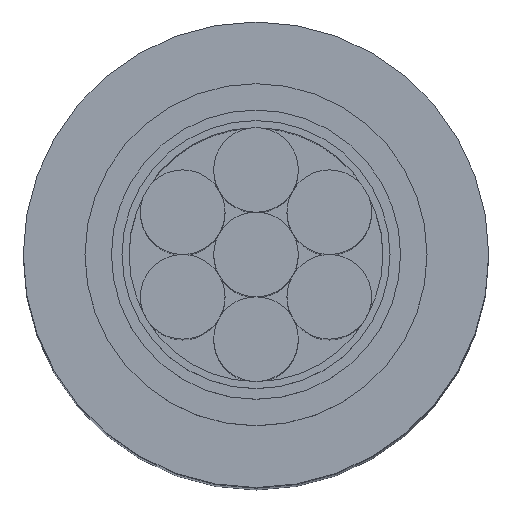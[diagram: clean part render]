
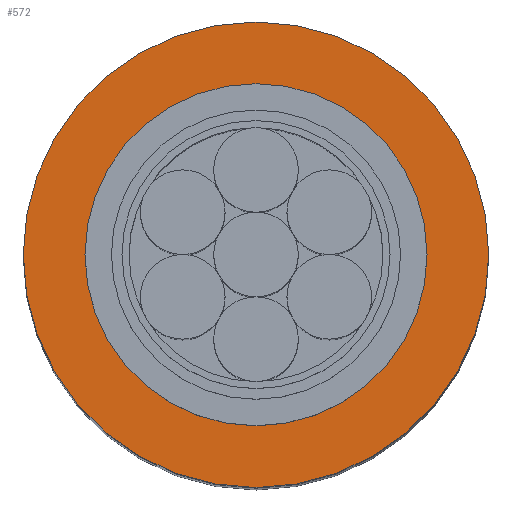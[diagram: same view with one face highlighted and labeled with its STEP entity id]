
A CAD part, top view. The second image highlights one B-rep face of the part: STEP entity #572.
In plain terms, the highlighted planar face has unit normal (0, 0, 1).
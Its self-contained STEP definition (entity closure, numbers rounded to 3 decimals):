
#11 = DIRECTION ( 'NONE',  ( 0., 0., 1. ) ) ;
#36 = DIRECTION ( 'NONE',  ( 1., 0., 0. ) ) ;
#48 = AXIS2_PLACEMENT_3D ( 'NONE', #232, #615, #138 ) ;
#52 = EDGE_CURVE ( 'NONE', #712, #352, #334, .T. ) ;
#68 = CARTESIAN_POINT ( 'NONE',  ( 0., 0., 5. ) ) ;
#110 = CARTESIAN_POINT ( 'NONE',  ( -2.425, 0., 5. ) ) ;
#138 = DIRECTION ( 'NONE',  ( 1., 0., 0. ) ) ;
#155 = FACE_BOUND ( 'NONE', #630, .T. ) ;
#206 = EDGE_LOOP ( 'NONE', ( #368, #988 ) ) ;
#232 = CARTESIAN_POINT ( 'NONE',  ( 0., 0., 5. ) ) ;
#241 = CARTESIAN_POINT ( 'NONE',  ( 2.425, 0., 5. ) ) ;
#334 = CIRCLE ( 'NONE', #1007, 3.3 ) ;
#352 = VERTEX_POINT ( 'NONE', #1047 ) ;
#354 = VERTEX_POINT ( 'NONE', #110 ) ;
#368 = ORIENTED_EDGE ( 'NONE', *, *, #52, .T. ) ;
#397 = DIRECTION ( 'NONE',  ( 1., 0., 0. ) ) ;
#419 = AXIS2_PLACEMENT_3D ( 'NONE', #503, #11, #757 ) ;
#441 = DIRECTION ( 'NONE',  ( 0., 0., 1. ) ) ;
#456 = CIRCLE ( 'NONE', #419, 2.425 ) ;
#493 = CARTESIAN_POINT ( 'NONE',  ( 0., 0., 5. ) ) ;
#496 = CIRCLE ( 'NONE', #48, 3.3 ) ;
#503 = CARTESIAN_POINT ( 'NONE',  ( 0., 0., 5. ) ) ;
#535 = FACE_OUTER_BOUND ( 'NONE', #206, .T. ) ;
#558 = VERTEX_POINT ( 'NONE', #241 ) ;
#572 = ADVANCED_FACE ( 'NONE', ( #155, #535 ), #903, .T. ) ;
#584 = DIRECTION ( 'NONE',  ( 0., 0., 1. ) ) ;
#615 = DIRECTION ( 'NONE',  ( 0., 0., 1. ) ) ;
#630 = EDGE_LOOP ( 'NONE', ( #1076, #893 ) ) ;
#658 = DIRECTION ( 'NONE',  ( 1., 0., 0. ) ) ;
#675 = CARTESIAN_POINT ( 'NONE',  ( 0., 0., 5. ) ) ;
#712 = VERTEX_POINT ( 'NONE', #933 ) ;
#757 = DIRECTION ( 'NONE',  ( 1., 0., 0. ) ) ;
#829 = EDGE_CURVE ( 'NONE', #558, #354, #456, .T. ) ;
#836 = EDGE_CURVE ( 'NONE', #354, #558, #1128, .T. ) ;
#843 = AXIS2_PLACEMENT_3D ( 'NONE', #675, #1024, #397 ) ;
#893 = ORIENTED_EDGE ( 'NONE', *, *, #829, .F. ) ;
#903 = PLANE ( 'NONE',  #932 ) ;
#924 = EDGE_CURVE ( 'NONE', #352, #712, #496, .T. ) ;
#932 = AXIS2_PLACEMENT_3D ( 'NONE', #68, #441, #658 ) ;
#933 = CARTESIAN_POINT ( 'NONE',  ( -3.3, 0., 5. ) ) ;
#988 = ORIENTED_EDGE ( 'NONE', *, *, #924, .T. ) ;
#1007 = AXIS2_PLACEMENT_3D ( 'NONE', #493, #584, #36 ) ;
#1024 = DIRECTION ( 'NONE',  ( 0., 0., 1. ) ) ;
#1047 = CARTESIAN_POINT ( 'NONE',  ( 3.3, 0., 5. ) ) ;
#1076 = ORIENTED_EDGE ( 'NONE', *, *, #836, .F. ) ;
#1128 = CIRCLE ( 'NONE', #843, 2.425 ) ;
